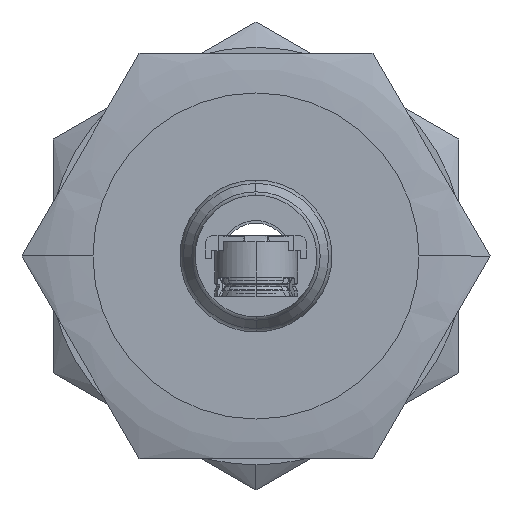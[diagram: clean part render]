
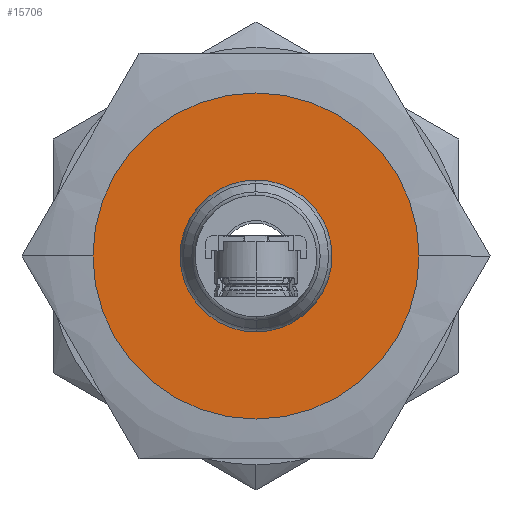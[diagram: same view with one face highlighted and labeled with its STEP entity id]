
A CAD part, left-side view. The second image highlights one B-rep face of the part: STEP entity #15706.
In plain terms, the highlighted planar face has unit normal (-1, 0, 0).
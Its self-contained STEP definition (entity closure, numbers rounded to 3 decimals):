
#244 = DIRECTION ( 'NONE',  ( 1., 0., 0. ) ) ;
#772 = CARTESIAN_POINT ( 'NONE',  ( -3.4, 0., 0. ) ) ;
#1978 = CARTESIAN_POINT ( 'NONE',  ( -3.4, -1.35, 0. ) ) ;
#3035 = DIRECTION ( 'NONE',  ( 0., 1., 0. ) ) ;
#3609 = FACE_BOUND ( 'NONE', #22590, .T. ) ;
#3894 = ORIENTED_EDGE ( 'NONE', *, *, #24045, .T. ) ;
#4808 = ORIENTED_EDGE ( 'NONE', *, *, #11681, .T. ) ;
#4817 = ORIENTED_EDGE ( 'NONE', *, *, #22669, .F. ) ;
#5361 = AXIS2_PLACEMENT_3D ( 'NONE', #772, #8449, #3035 ) ;
#5501 = EDGE_LOOP ( 'NONE', ( #4817, #26943 ) ) ;
#7615 = DIRECTION ( 'NONE',  ( 1., 0., 0. ) ) ;
#8130 = DIRECTION ( 'NONE',  ( 0., 1., 0. ) ) ;
#8449 = DIRECTION ( 'NONE',  ( 1., 0., 0. ) ) ;
#8577 = CARTESIAN_POINT ( 'NONE',  ( -3.4, -3.219, 0. ) ) ;
#10477 = FACE_OUTER_BOUND ( 'NONE', #5501, .T. ) ;
#10624 = PLANE ( 'NONE',  #13469 ) ;
#11681 = EDGE_CURVE ( 'NONE', #17736, #29530, #31163, .T. ) ;
#13469 = AXIS2_PLACEMENT_3D ( 'NONE', #18605, #244, #8130 ) ;
#13644 = CIRCLE ( 'NONE', #18721, 3.219 ) ;
#15684 = DIRECTION ( 'NONE',  ( 0., 1., 0. ) ) ;
#15706 = ADVANCED_FACE ( 'NONE', ( #3609, #10477 ), #10624, .F. ) ;
#16132 = AXIS2_PLACEMENT_3D ( 'NONE', #31564, #23381, #15684 ) ;
#17724 = CARTESIAN_POINT ( 'NONE',  ( -3.4, 0., 0. ) ) ;
#17736 = VERTEX_POINT ( 'NONE', #33021 ) ;
#17829 = DIRECTION ( 'NONE',  ( 1., 0., 0. ) ) ;
#18091 = DIRECTION ( 'NONE',  ( 0., 1., 0. ) ) ;
#18605 = CARTESIAN_POINT ( 'NONE',  ( -3.4, 0., 0. ) ) ;
#18721 = AXIS2_PLACEMENT_3D ( 'NONE', #17724, #17829, #20446 ) ;
#20446 = DIRECTION ( 'NONE',  ( 0., 1., 0. ) ) ;
#21736 = EDGE_CURVE ( 'NONE', #33171, #27384, #30546, .T. ) ;
#22590 = EDGE_LOOP ( 'NONE', ( #4808, #3894 ) ) ;
#22669 = EDGE_CURVE ( 'NONE', #27384, #33171, #13644, .T. ) ;
#23092 = CARTESIAN_POINT ( 'NONE',  ( -3.4, 0., 0. ) ) ;
#23381 = DIRECTION ( 'NONE',  ( 1., 0., 0. ) ) ;
#24045 = EDGE_CURVE ( 'NONE', #29530, #17736, #26909, .T. ) ;
#26793 = AXIS2_PLACEMENT_3D ( 'NONE', #23092, #7615, #18091 ) ;
#26909 = CIRCLE ( 'NONE', #5361, 1.35 ) ;
#26943 = ORIENTED_EDGE ( 'NONE', *, *, #21736, .F. ) ;
#27384 = VERTEX_POINT ( 'NONE', #33142 ) ;
#29530 = VERTEX_POINT ( 'NONE', #1978 ) ;
#30546 = CIRCLE ( 'NONE', #16132, 3.219 ) ;
#31163 = CIRCLE ( 'NONE', #26793, 1.35 ) ;
#31564 = CARTESIAN_POINT ( 'NONE',  ( -3.4, 0., 0. ) ) ;
#33021 = CARTESIAN_POINT ( 'NONE',  ( -3.4, 1.35, 0. ) ) ;
#33142 = CARTESIAN_POINT ( 'NONE',  ( -3.4, 3.219, 0. ) ) ;
#33171 = VERTEX_POINT ( 'NONE', #8577 ) ;
